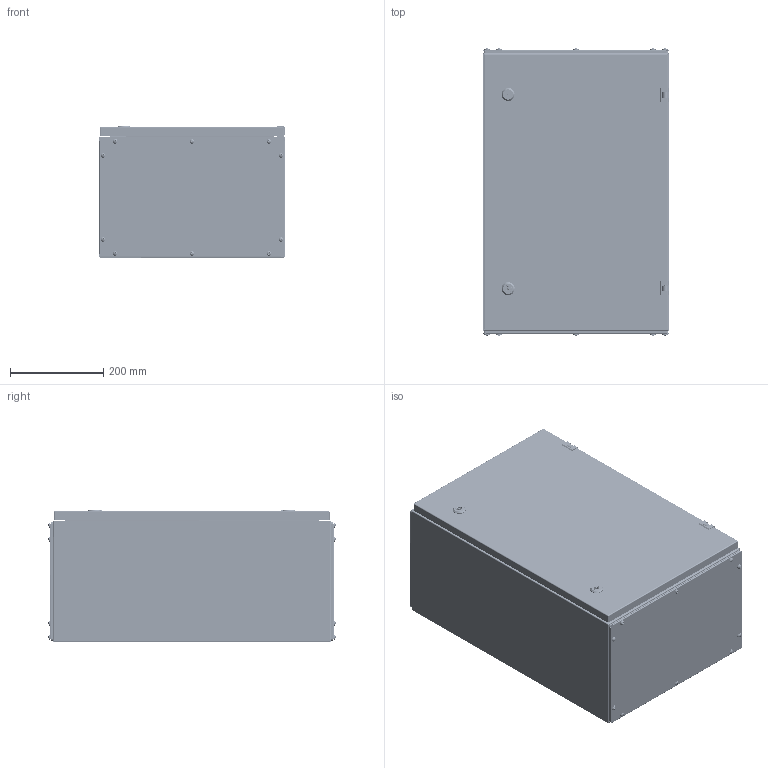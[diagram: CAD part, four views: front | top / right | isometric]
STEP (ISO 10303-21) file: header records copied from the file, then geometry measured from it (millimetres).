
FILE_DESCRIPTION (( 'STEP AP214' ), '1' );
FILE_NAME ('10.040.060.28.STEP', '2024-05-27T10:30:08', ( '' ), ( '' ), 'SwSTEP 2.0', 'SolidWorks 2021', '' );
FILE_SCHEMA (( 'AUTOMOTIVE_DESIGN' ));
Length unit declared in the file: millimetre
Products named in the file (25): ﾄ粢 ﾑﾁ W400H600; 10.040.060.28; Äâåðíîå ïîëîòíî W400H600; 署赅 W400D280; 8SJ_MS705_0010.stp; Êîðïóñ øêàôà W400H600D280; Ãàñêåòèíã äâåðè W400H600; Ïðîêëàäêà êðûøêè W400D280; Ïåðåìû÷êà êàðêàñà W400; 8SJ_MS705-1_0040.stp; 嵑謺麃 檐; Øïèëüêà ïðèâàðíàÿ Ì6õ10; Êàðêàñ øêàôà W400H600D280; SW6X8.stp; Çàêëåïêà ðåçüáîâàÿ Ì8 øåñòèãðàííàÿ ñ óìåíüøåííûì áîðòîì; Ðåéêà H600; 8SJ_MS705_0510.stp; ﾇ瑟鶴 ﾀﾑ ms1000-3M.stp; 8SJ_S1B_0001.stp; Øïèëüêà ïðèâàðíàÿ Ì6õ20; 8SJ_MS705_0760.stp; Çàêëåïêà ðåçüáîâàÿ Ì5 øåñòèãðàííàÿ ñ óìåíüøåííûì áîðòîì; Âèíò DIN 967 Ì5õ16 ñ ïîëóêðóãëîé ãîëîâêîé ñ êðåñòîîáðàçíûì øëèöåì; Áîëò Ì6õ10 ñ øåñòèãðàííîé ãîëîâêîé ñ ïðåññøàéáîé; Øïèëüêà ïðèâàðíàÿ Ì6õ15
Assembly tree (83 placements, depth 4):
  10.040.060.28
    Êàðêàñ øêàôà W400H600D280
      Êîðïóñ øêàôà W400H600D280
      Ïåðåìû÷êà êàðêàñà W400  x2
      Øïèëüêà ïðèâàðíàÿ Ì6õ15  x8
      Øïèëüêà ïðèâàðíàÿ Ì6õ20  x4
    署赅 W400D280  x2
    Ïðîêëàäêà êðûøêè W400D280  x2
    ﾄ粢 ﾑﾁ W400H600
      Äâåðíîå ïîëîòíî W400H600
      Ðåéêà H600  x2
      Ãàñêåòèíã äâåðè W400H600
      Øïèëüêà ïðèâàðíàÿ Ì6õ10  x2
      ﾇ瑟鶴 ﾀﾑ ms1000-3M.stp  x2
        8SJ_MS705_0010.stp
        8SJ_MS705_0510.stp
        8SJ_MS705_0760.stp
        8SJ_S1B_0001.stp
        8SJ_MS705-1_0040.stp
        SW6X8.stp
    嵑謺麃 檐  x2
    Áîëò Ì6õ10 ñ øåñòèãðàííîé ãîëîâêîé ñ ïðåññøàéáîé  x2
    Çàêëåïêà ðåçüáîâàÿ Ì5 øåñòèãðàííàÿ ñ óìåíüøåííûì áîðòîì  x20
    Âèíò DIN 967 Ì5õ16 ñ ïîëóêðóãëîé ãîëîâêîé ñ êðåñòîîáðàçíûì øëèöåì  x20
    Çàêëåïêà ðåçüáîâàÿ Ì8 øåñòèãðàííàÿ ñ óìåíüøåííûì áîðòîì  x4
Bounding box: 400 x 615.17 x 284.65 mm (x, y, z)
Volume: 1503210.4 mm3; surface area: 2625819.8 mm2
Topology: 83 solids, 95 shells, 5126 faces, 12920 edges, 8006 vertices
Faces by surface type: plane 2075, cylinder 1794, bspline 659, cone 252, torus 194, sphere 152
Entity records: 81519 total; most frequent: CARTESIAN_POINT 41556, ORIENTED_EDGE 8578, DIRECTION 7142, EDGE_CURVE 4295, VERTEX_POINT 2645, AXIS2_PLACEMENT_3D 2445, LINE 2252, VECTOR 2252
